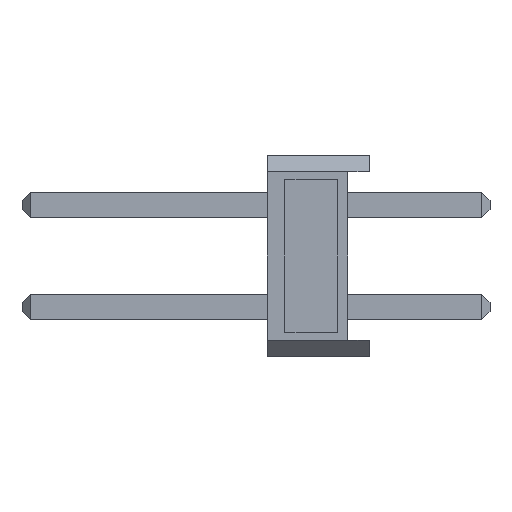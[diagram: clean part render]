
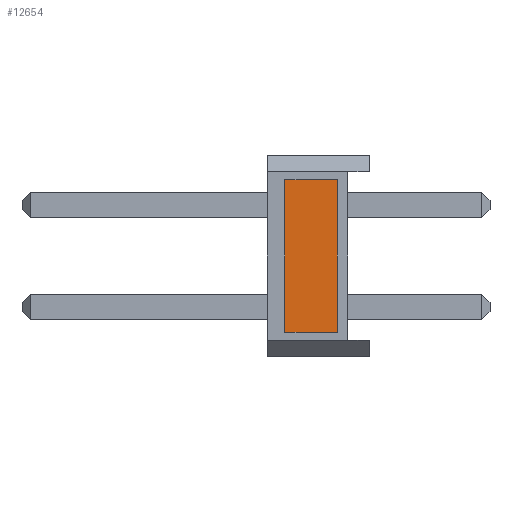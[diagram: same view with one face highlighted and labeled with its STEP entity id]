
A CAD part, left-side view. The second image highlights one B-rep face of the part: STEP entity #12654.
In plain terms, the highlighted planar face has unit normal (-1, 0, 0).
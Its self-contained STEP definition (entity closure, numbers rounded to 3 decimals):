
#569 = CARTESIAN_POINT ( 'NONE',  ( -1.27, 0.8, 0. ) ) ;
#1368 = LINE ( 'NONE', #569, #11835 ) ;
#1520 = DIRECTION ( 'NONE',  ( 0., 0., -1. ) ) ;
#1571 = FACE_OUTER_BOUND ( 'NONE', #11261, .T. ) ;
#1660 = ORIENTED_EDGE ( 'NONE', *, *, #6568, .T. ) ;
#2552 = DIRECTION ( 'NONE',  ( 0., -1., 0. ) ) ;
#2689 = CARTESIAN_POINT ( 'NONE',  ( -1.27, 2.1, 0. ) ) ;
#3110 = VECTOR ( 'NONE', #4655, 1000. ) ;
#3206 = EDGE_CURVE ( 'NONE', #5730, #14378, #10851, .T. ) ;
#3262 = DIRECTION ( 'NONE',  ( 0., 0., 1. ) ) ;
#3313 = CARTESIAN_POINT ( 'NONE',  ( -1.27, 2.1, 0. ) ) ;
#4213 = ORIENTED_EDGE ( 'NONE', *, *, #11916, .F. ) ;
#4647 = CARTESIAN_POINT ( 'NONE',  ( -1.27, 2.1, -1.9 ) ) ;
#4655 = DIRECTION ( 'NONE',  ( 0., -1., 0. ) ) ;
#5045 = PLANE ( 'NONE',  #14577 ) ;
#5069 = VERTEX_POINT ( 'NONE', #4647 ) ;
#5078 = ORIENTED_EDGE ( 'NONE', *, *, #9069, .T. ) ;
#5193 = ORIENTED_EDGE ( 'NONE', *, *, #3206, .F. ) ;
#5730 = VERTEX_POINT ( 'NONE', #9522 ) ;
#6568 = EDGE_CURVE ( 'NONE', #7805, #14378, #1368, .T. ) ;
#6735 = CARTESIAN_POINT ( 'NONE',  ( -1.27, 0.8, 1.9 ) ) ;
#7064 = LINE ( 'NONE', #3313, #7793 ) ;
#7793 = VECTOR ( 'NONE', #3262, 1000. ) ;
#7805 = VERTEX_POINT ( 'NONE', #11291 ) ;
#9069 = EDGE_CURVE ( 'NONE', #5069, #7805, #9886, .T. ) ;
#9359 = VECTOR ( 'NONE', #2552, 1000. ) ;
#9522 = CARTESIAN_POINT ( 'NONE',  ( -1.27, 2.1, 1.9 ) ) ;
#9886 = LINE ( 'NONE', #10727, #9359 ) ;
#10727 = CARTESIAN_POINT ( 'NONE',  ( -1.27, 2.1, -1.9 ) ) ;
#10851 = LINE ( 'NONE', #11702, #3110 ) ;
#11261 = EDGE_LOOP ( 'NONE', ( #1660, #5193, #4213, #5078 ) ) ;
#11291 = CARTESIAN_POINT ( 'NONE',  ( -1.27, 0.8, -1.9 ) ) ;
#11702 = CARTESIAN_POINT ( 'NONE',  ( -1.27, 2.1, 1.9 ) ) ;
#11835 = VECTOR ( 'NONE', #12247, 1000. ) ;
#11916 = EDGE_CURVE ( 'NONE', #5069, #5730, #7064, .T. ) ;
#12247 = DIRECTION ( 'NONE',  ( 0., 0., 1. ) ) ;
#12654 = ADVANCED_FACE ( 'NONE', ( #1571 ), #5045, .F. ) ;
#14378 = VERTEX_POINT ( 'NONE', #6735 ) ;
#14396 = DIRECTION ( 'NONE',  ( 1., 0., 0. ) ) ;
#14577 = AXIS2_PLACEMENT_3D ( 'NONE', #2689, #14396, #1520 ) ;
